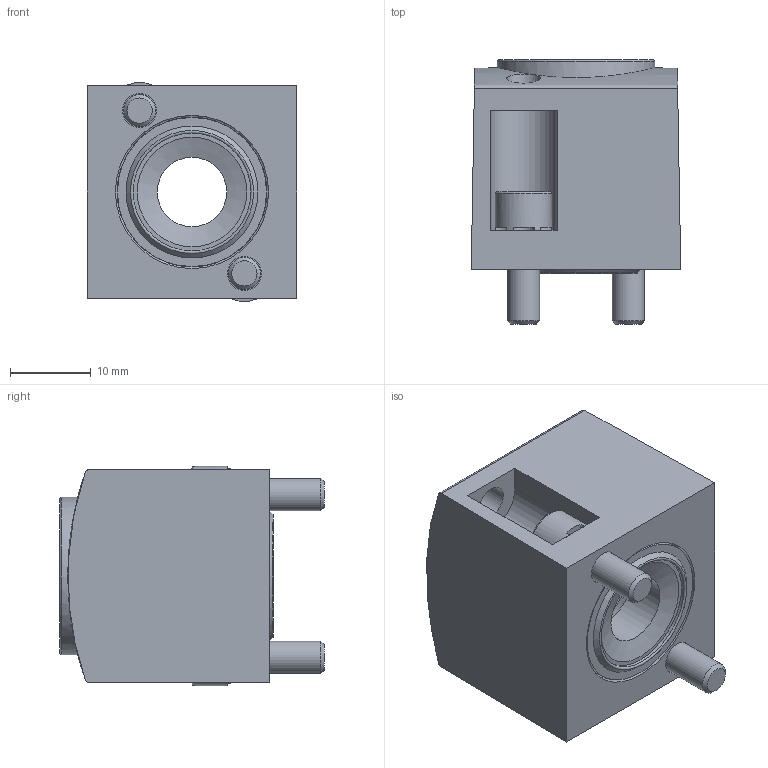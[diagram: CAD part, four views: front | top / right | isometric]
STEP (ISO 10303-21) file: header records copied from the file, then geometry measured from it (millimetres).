
FILE_DESCRIPTION(/* description */ ('STEP AP214'),/* implementation_level */ '2;1');
FILE_NAME(/* name */ '8026317_VABF-B10-25-P1-G14',/* time_stamp */ '2024-09-15T17:44:22+02:00',/* author */ ('License CC BY-ND 4.0'),/* organization */ ('CADENAS'),/* preprocessor_version */ 'ST-DEVELOPER v19.3',/* originating_system */ 'PARTsolutions',/* authorisation */ ' ');
FILE_SCHEMA (('AUTOMOTIVE_DESIGN {1 0 10303 214 3 1 1}'));
Length unit declared in the file: millimetre
Products named in the file (4): 8026317 VABF-B10-25-P1-G14; 8026317 VABF-B10-25-P1-G14---(P); 2846286 F-M4x12-10.9; 1654763 VUVS-G14---(S)
Assembly tree (4 placements, depth 2):
  8026317 VABF-B10-25-P1-G14
    8026317 VABF-B10-25-P1-G14---(P)
    2846286 F-M4x12-10.9  x2
    1654763 VUVS-G14---(S)
Bounding box: 26 x 32.8 x 27.2 mm (x, y, z)
Volume: 13171 mm3; surface area: 6817.3 mm2
Topology: 4 solids, 4 shells, 120 faces, 283 edges, 180 vertices
Faces by surface type: plane 62, cylinder 33, cone 18, torus 7
Full cylindrical faces by diameter (mm): 3.92 x2, 4 x2, 4.2 x4, 7 x2, 8.6 x1, 11.445 x1, 11.6 x1, 14.6 x1, 18.5 x1, 19 x1
Entity records: 2344 total; most frequent: CARTESIAN_POINT 421, DIRECTION 406, ORIENTED_EDGE 306, AXIS2_PLACEMENT_3D 172, EDGE_CURVE 153, FACE_BOUND 139, EDGE_LOOP 138, VERTEX_POINT 116
